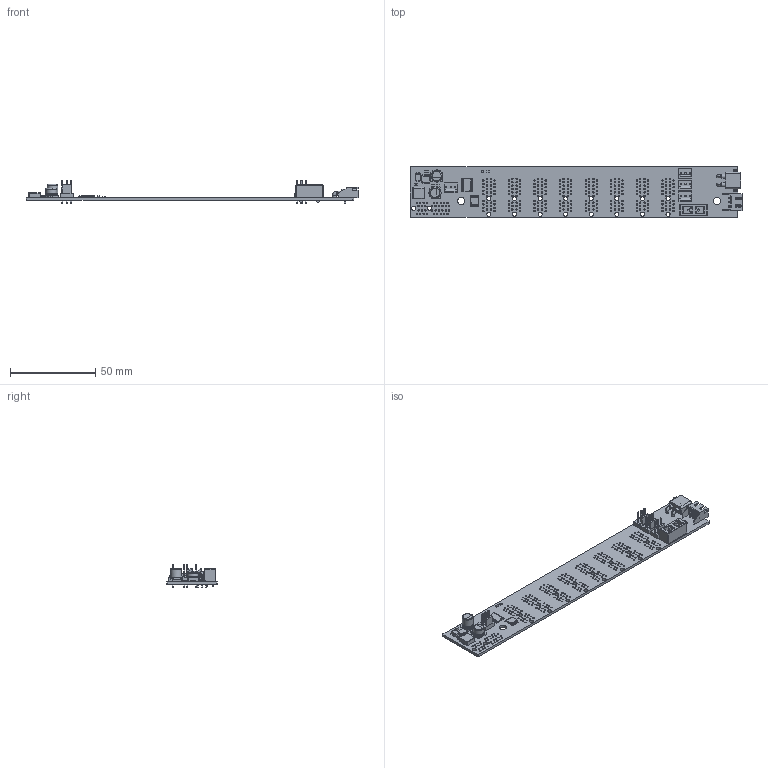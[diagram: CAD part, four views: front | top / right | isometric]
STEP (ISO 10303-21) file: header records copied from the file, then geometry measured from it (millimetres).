
FILE_DESCRIPTION(('KiCad electronic assembly'),'2;1');
FILE_NAME('backplane.step','2024-07-07T21:35:35',('Pcbnew'),('Kicad'), 'Open CASCADE STEP processor 7.6','KiCad to STEP converter','Unknown' );
FILE_SCHEMA(('AUTOMOTIVE_DESIGN { 1 0 10303 214 1 1 1 1 }'));
Length unit declared in the file: millimetre
Products named in the file (32): backplane 1; L_Sunlord_MWSA0603S; CQ assembly; D_SMA; CP_Elec_6.3x5.4_Nichicon; CP_Elec_63x54_Nichicon; TSSOP-16_4.4x5mm_P0.65mm; TSSOP_16_44x5mm_P065mm; C_0603_1608Metric; R_0603_1608Metric; LED_0603_1608Metric; TSSOP-24_4.4x7.8mm_P0.65mm; TSSOP_24_44x78mm_P065mm; FanPinHeader_1x03_P2.54mm_Vertical; Fan_Pin_Header_Straight_1x03; Fuseholder_Blade_Mini_Keystone_3568; A_Keystone_3568; CP_Elec_6.3x7.7; CP_Elec_63x77; XT30PW-M; HTSOP-8-1EP_3.9x4.9mm_Pitch1.27mm; HTSOP_8_1EP_39x49mm_Pitch127mm; JST_XH_S3B-XH-A-1_1x03_P2.50mm_Horizontal; JST_S3B_XH_A_1; C_0805_2012Metric; kibot_lunbp7c3_PCB
Assembly tree (36 placements, depth 3):
  backplane 1
    L_Sunlord_MWSA0603S
      CQ assembly
    D_SMA
      D_SMA
    CP_Elec_6.3x5.4_Nichicon
      CP_Elec_63x54_Nichicon
    TSSOP-16_4.4x5mm_P0.65mm
      TSSOP_16_44x5mm_P065mm
    C_0603_1608Metric
      C_0603_1608Metric
    R_0603_1608Metric  x3
      R_0603_1608Metric
    LED_0603_1608Metric
      LED_0603_1608Metric
    TSSOP-24_4.4x7.8mm_P0.65mm
      TSSOP_24_44x78mm_P065mm
    FanPinHeader_1x03_P2.54mm_Vertical  x4
      Fan_Pin_Header_Straight_1x03
    Fuseholder_Blade_Mini_Keystone_3568
      A_Keystone_3568
    CP_Elec_6.3x7.7
      CP_Elec_63x77
    XT30PW-M
      XT30PW-M
    HTSOP-8-1EP_3.9x4.9mm_Pitch1.27mm
      HTSOP_8_1EP_39x49mm_Pitch127mm
    JST_XH_S3B-XH-A-1_1x03_P2.50mm_Horizontal
      JST_S3B_XH_A_1
    C_0805_2012Metric
      C_0805_2012Metric
    kibot_lunbp7c3_PCB
Bounding box: 194.6 x 29.5 x 13.5 mm (x, y, z)
Volume: 11129.5 mm3; surface area: 17739.5 mm2
Topology: 29 solids, 29 shells, 2370 faces, 6220 edges, 3950 vertices
Faces by surface type: plane 1328, cylinder 822, bspline 172, cone 26, torus 12, sphere 8, revolution 2
Full cylindrical faces by diameter (mm): 0.2 x1, 0.3 x8, 0.5 x2, 0.78 x324, 0.95 x3, 1 x2, 1.02 x12, 1.78 x4, 1.9 x2, 2.4 x18, 4.3 x2, 6.3 x4
Entity records: 78277 total; most frequent: CARTESIAN_POINT 13555, ORIENTED_EDGE 11196, DIRECTION 11028, EDGE_CURVE 5596, LINE 3712, VECTOR 3712, AXIS2_PLACEMENT_3D 3657, VERTEX_POINT 3574
